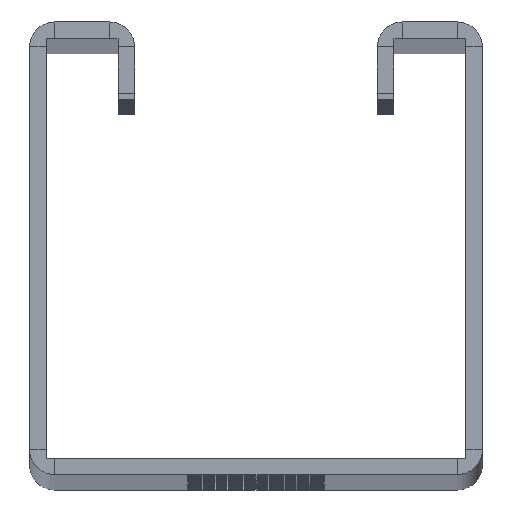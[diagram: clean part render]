
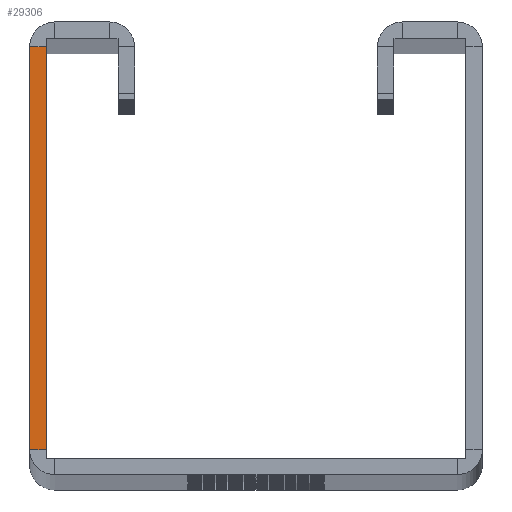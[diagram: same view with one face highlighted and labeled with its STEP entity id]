
A CAD part, top view. The second image highlights one B-rep face of the part: STEP entity #29306.
In plain terms, the highlighted planar face has unit normal (0, 0, 1).
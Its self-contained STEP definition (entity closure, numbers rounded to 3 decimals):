
#35 = CARTESIAN_POINT ( 'NONE',  ( -18.25, 1.5, 0. ) ) ;
#293 = DIRECTION ( 'NONE',  ( 1., 0., 0. ) ) ;
#7491 = EDGE_CURVE ( 'NONE', #35786, #47477, #21677, .T. ) ;
#9247 = LINE ( 'NONE', #33126, #46757 ) ;
#9880 = DIRECTION ( 'NONE',  ( -1., 0., 0. ) ) ;
#12234 = DIRECTION ( 'NONE',  ( 1., 0., 0. ) ) ;
#12722 = LINE ( 'NONE', #24810, #35174 ) ;
#16160 = PLANE ( 'NONE',  #44970 ) ;
#19075 = DIRECTION ( 'NONE',  ( 0., 1., 0. ) ) ;
#19563 = DIRECTION ( 'NONE',  ( 0., 0., 1. ) ) ;
#21677 = LINE ( 'NONE', #34162, #30184 ) ;
#22029 = CARTESIAN_POINT ( 'NONE',  ( -19., 2.25, 0. ) ) ;
#23272 = VECTOR ( 'NONE', #293, 1000. ) ;
#24489 = LINE ( 'NONE', #42661, #23272 ) ;
#24810 = CARTESIAN_POINT ( 'NONE',  ( -20.5, 0., 0. ) ) ;
#24832 = CARTESIAN_POINT ( 'NONE',  ( -20.5, 2.25, 0. ) ) ;
#26774 = VERTEX_POINT ( 'NONE', #24832 ) ;
#28594 = EDGE_LOOP ( 'NONE', ( #39185, #45369, #32282, #34999 ) ) ;
#29306 = ADVANCED_FACE ( 'NONE', ( #39784 ), #16160, .T. ) ;
#29328 = CARTESIAN_POINT ( 'NONE',  ( -19., 38.75, 0. ) ) ;
#29987 = CARTESIAN_POINT ( 'NONE',  ( -20.5, 38.75, 0. ) ) ;
#30184 = VECTOR ( 'NONE', #19075, 1000. ) ;
#32282 = ORIENTED_EDGE ( 'NONE', *, *, #7491, .T. ) ;
#33115 = DIRECTION ( 'NONE',  ( 0., 1., 0. ) ) ;
#33126 = CARTESIAN_POINT ( 'NONE',  ( -19., 38.75, 0. ) ) ;
#34162 = CARTESIAN_POINT ( 'NONE',  ( -19., 0., 0. ) ) ;
#34999 = ORIENTED_EDGE ( 'NONE', *, *, #48590, .T. ) ;
#35174 = VECTOR ( 'NONE', #33115, 1000. ) ;
#35786 = VERTEX_POINT ( 'NONE', #22029 ) ;
#39185 = ORIENTED_EDGE ( 'NONE', *, *, #40827, .F. ) ;
#39784 = FACE_OUTER_BOUND ( 'NONE', #28594, .T. ) ;
#40827 = EDGE_CURVE ( 'NONE', #26774, #43291, #12722, .T. ) ;
#42661 = CARTESIAN_POINT ( 'NONE',  ( -20.5, 2.25, 0. ) ) ;
#43291 = VERTEX_POINT ( 'NONE', #29987 ) ;
#44970 = AXIS2_PLACEMENT_3D ( 'NONE', #35, #19563, #12234 ) ;
#45369 = ORIENTED_EDGE ( 'NONE', *, *, #47741, .T. ) ;
#46757 = VECTOR ( 'NONE', #9880, 1000. ) ;
#47477 = VERTEX_POINT ( 'NONE', #29328 ) ;
#47741 = EDGE_CURVE ( 'NONE', #26774, #35786, #24489, .T. ) ;
#48590 = EDGE_CURVE ( 'NONE', #47477, #43291, #9247, .T. ) ;
